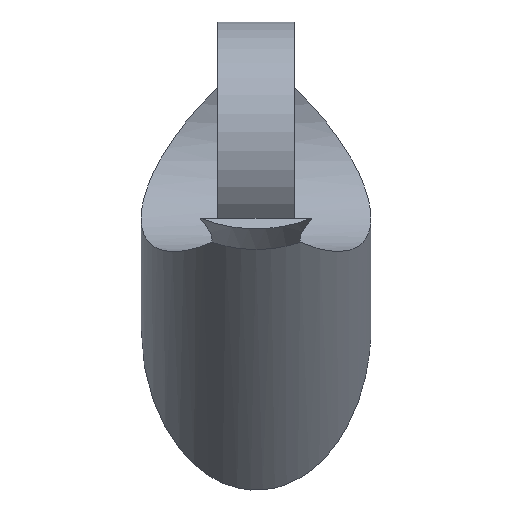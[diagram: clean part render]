
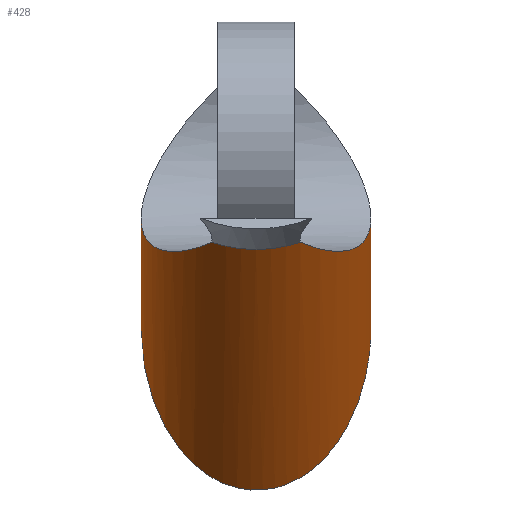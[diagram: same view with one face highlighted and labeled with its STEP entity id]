
A CAD part, left-side view. The second image highlights one B-rep face of the part: STEP entity #428.
In plain terms, the highlighted cylindrical face has radius 7.5 mm (diameter 15 mm), a partial arc.
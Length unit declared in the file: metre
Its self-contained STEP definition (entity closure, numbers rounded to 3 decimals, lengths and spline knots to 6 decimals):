
#13=B_SPLINE_CURVE_WITH_KNOTS('',3,(#738,#739,#740,#741,#742,#743,#744),
 .UNSPECIFIED.,.F.,.F.,(4,1,1,1,4),(0.,0.002543,0.005086,
0.007629,0.010172),.UNSPECIFIED.);
#14=B_SPLINE_CURVE_WITH_KNOTS('',3,(#747,#748,#749,#750,#751,#752,#753),
 .UNSPECIFIED.,.F.,.F.,(4,1,1,1,4),(0.,0.00255,0.0051,
0.007649,0.010199),.UNSPECIFIED.);
#19=ELLIPSE('',#473,0.010607,0.0075);
#23=ELLIPSE('',#490,0.007597,0.0075);
#60=LINE('',#729,#87);
#62=LINE('',#765,#89);
#87=VECTOR('',#594,1.);
#89=VECTOR('',#608,1.);
#188=ORIENTED_EDGE('',*,*,#251,.F.);
#189=ORIENTED_EDGE('',*,*,#254,.F.);
#190=ORIENTED_EDGE('',*,*,#262,.F.);
#191=ORIENTED_EDGE('',*,*,#256,.F.);
#192=ORIENTED_EDGE('',*,*,#260,.F.);
#193=ORIENTED_EDGE('',*,*,#240,.F.);
#240=EDGE_CURVE('',#292,#293,#19,.F.);
#251=EDGE_CURVE('',#299,#292,#60,.T.);
#254=EDGE_CURVE('',#300,#299,#13,.T.);
#256=EDGE_CURVE('',#301,#302,#14,.T.);
#260=EDGE_CURVE('',#293,#301,#62,.F.);
#262=EDGE_CURVE('',#302,#300,#23,.T.);
#292=VERTEX_POINT('',#707);
#293=VERTEX_POINT('',#708);
#299=VERTEX_POINT('',#728);
#300=VERTEX_POINT('',#737);
#301=VERTEX_POINT('',#754);
#302=VERTEX_POINT('',#755);
#350=EDGE_LOOP('',(#188,#189,#190,#191,#192,#193));
#384=FACE_BOUND('',#350,.T.);
#405=CYLINDRICAL_SURFACE('',#489,0.0075);
#428=ADVANCED_FACE('',(#384),#405,.T.);
#473=AXIS2_PLACEMENT_3D('',#706,#570,#571);
#489=AXIS2_PLACEMENT_3D('',#768,#612,#613);
#490=AXIS2_PLACEMENT_3D('',#769,#614,#615);
#570=DIRECTION('',(-1.,0.,0.));
#571=DIRECTION('',(0.,0.,1.));
#594=DIRECTION('',(0.707,0.,-0.707));
#608=DIRECTION('',(0.707,0.,-0.707));
#612=DIRECTION('',(-0.707,0.,0.707));
#613=DIRECTION('',(0.707,0.,0.707));
#614=DIRECTION('',(-0.811,0.,0.586));
#615=DIRECTION('',(-0.586,0.,-0.811));
#706=CARTESIAN_POINT('',(0.144125,0.0555,-0.041389));
#707=CARTESIAN_POINT('',(0.144125,0.048,-0.041389));
#708=CARTESIAN_POINT('',(0.144125,0.063,-0.041389));
#728=CARTESIAN_POINT('',(0.137013,0.048,-0.034277));
#729=CARTESIAN_POINT('',(0.149429,0.048,-0.046692));
#737=CARTESIAN_POINT('',(0.128766,0.052602,-0.035813));
#738=CARTESIAN_POINT('',(0.128766,0.052602,-0.035813));
#739=CARTESIAN_POINT('',(0.129358,0.052037,-0.036069));
#740=CARTESIAN_POINT('',(0.130597,0.050938,-0.036432));
#741=CARTESIAN_POINT('',(0.13271,0.049442,-0.03648));
#742=CARTESIAN_POINT('',(0.134972,0.048308,-0.035853));
#743=CARTESIAN_POINT('',(0.136396,0.048,-0.034883));
#744=CARTESIAN_POINT('',(0.137013,0.048,-0.034277));
#747=CARTESIAN_POINT('',(0.137013,0.063,-0.034277));
#748=CARTESIAN_POINT('',(0.136397,0.063,-0.034883));
#749=CARTESIAN_POINT('',(0.134978,0.062694,-0.03585));
#750=CARTESIAN_POINT('',(0.132712,0.061559,-0.03648));
#751=CARTESIAN_POINT('',(0.130604,0.060067,-0.036433));
#752=CARTESIAN_POINT('',(0.129358,0.058963,-0.03607));
#753=CARTESIAN_POINT('',(0.128766,0.058398,-0.035813));
#754=CARTESIAN_POINT('',(0.137013,0.063,-0.034277));
#755=CARTESIAN_POINT('',(0.128766,0.058398,-0.035813));
#765=CARTESIAN_POINT('',(0.136819,0.063,-0.034083));
#768=CARTESIAN_POINT('',(0.136819,0.0555,-0.034083));
#769=CARTESIAN_POINT('',(0.13287,0.0555,-0.030133));
